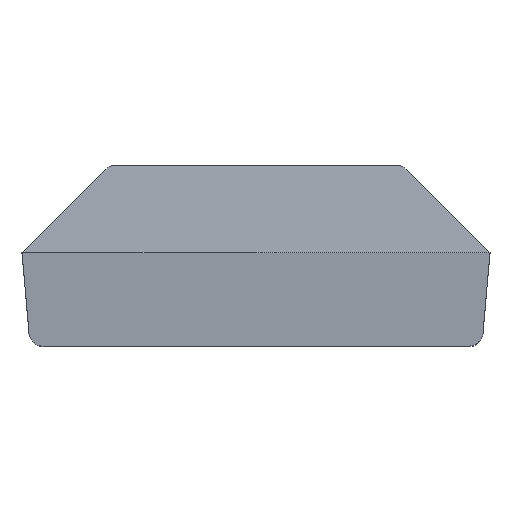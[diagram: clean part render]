
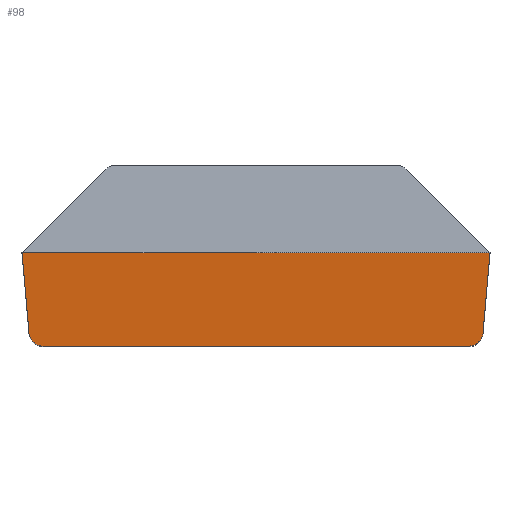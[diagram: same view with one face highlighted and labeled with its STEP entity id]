
A CAD part, top view. The second image highlights one B-rep face of the part: STEP entity #98.
In plain terms, the highlighted planar face has unit normal (0, -0.087, 0.996).
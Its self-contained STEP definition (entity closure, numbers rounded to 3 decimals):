
#98=ADVANCED_FACE('',(#145),#795,.T.);
#145=FACE_OUTER_BOUND('',#192,.T.);
#192=EDGE_LOOP('',(#382,#383,#384,#385,#386,#387));
#382=ORIENTED_EDGE('',*,*,#538,.T.);
#383=ORIENTED_EDGE('',*,*,#542,.T.);
#384=ORIENTED_EDGE('',*,*,#536,.T.);
#385=ORIENTED_EDGE('',*,*,#541,.T.);
#386=ORIENTED_EDGE('',*,*,#540,.T.);
#387=ORIENTED_EDGE('',*,*,#539,.T.);
#536=EDGE_CURVE('',#750,#751,#658,.T.);
#538=EDGE_CURVE('',#752,#753,#660,.T.);
#539=EDGE_CURVE('',#754,#752,#661,.T.);
#540=EDGE_CURVE('',#755,#754,#662,.T.);
#541=EDGE_CURVE('',#751,#755,#663,.T.);
#542=EDGE_CURVE('',#753,#750,#664,.T.);
#658=B_SPLINE_CURVE_WITH_KNOTS('',1,(#1365,#1366),.UNSPECIFIED.,.F.,.F.,
(2,2),(0.,0.699),.UNSPECIFIED.);
#660=B_SPLINE_CURVE_WITH_KNOTS('',1,(#1369,#1370),.UNSPECIFIED.,.F.,.F.,
(2,2),(-0.699,0.),.UNSPECIFIED.);
#661=B_SPLINE_CURVE_WITH_KNOTS('',3,(#1371,#1372,#1373,#1374,#1375,#1376,
#1377),.UNSPECIFIED.,.F.,.F.,(4,1,1,1,4),(-0.191,-0.143,
-0.096,-0.048,0.),.UNSPECIFIED.);
#662=B_SPLINE_CURVE_WITH_KNOTS('',1,(#1378,#1379),.UNSPECIFIED.,.F.,.F.,
(2,2),(-3.686,0.),.UNSPECIFIED.);
#663=B_SPLINE_CURVE_WITH_KNOTS('',3,(#1380,#1381,#1382,#1383,#1384,#1385,
#1386),.UNSPECIFIED.,.F.,.F.,(4,1,1,1,4),(-0.191,-0.143,
-0.096,-0.048,0.),.UNSPECIFIED.);
#664=B_SPLINE_CURVE_WITH_KNOTS('',1,(#1387,#1388),.UNSPECIFIED.,.F.,.F.,
(2,2),(-4.06,0.),.UNSPECIFIED.);
#750=VERTEX_POINT('',#1319);
#751=VERTEX_POINT('',#1320);
#752=VERTEX_POINT('',#1321);
#753=VERTEX_POINT('',#1322);
#754=VERTEX_POINT('',#1323);
#755=VERTEX_POINT('',#1324);
#795=PLANE('',#858);
#858=AXIS2_PLACEMENT_3D('',#1229,#905,$);
#905=DIRECTION('',(0.,-0.087,0.996));
#1229=CARTESIAN_POINT('',(2.442,-1.496,1.369));
#1319=CARTESIAN_POINT('',(-2.03,0.,1.5));
#1320=CARTESIAN_POINT('',(-1.969,-0.694,1.439));
#1321=CARTESIAN_POINT('',(1.969,-0.694,1.439));
#1322=CARTESIAN_POINT('',(2.03,0.,1.5));
#1323=CARTESIAN_POINT('',(1.843,-0.81,1.429));
#1324=CARTESIAN_POINT('',(-1.843,-0.81,1.429));
#1365=CARTESIAN_POINT('',(-2.03,0.,1.5));
#1366=CARTESIAN_POINT('',(-1.969,-0.694,1.439));
#1369=CARTESIAN_POINT('',(1.969,-0.694,1.439));
#1370=CARTESIAN_POINT('',(2.03,0.,1.5));
#1371=CARTESIAN_POINT('',(1.843,-0.81,1.429));
#1372=CARTESIAN_POINT('',(1.862,-0.81,1.429));
#1373=CARTESIAN_POINT('',(1.894,-0.802,1.43));
#1374=CARTESIAN_POINT('',(1.93,-0.778,1.432));
#1375=CARTESIAN_POINT('',(1.957,-0.744,1.435));
#1376=CARTESIAN_POINT('',(1.968,-0.713,1.438));
#1377=CARTESIAN_POINT('',(1.969,-0.694,1.439));
#1378=CARTESIAN_POINT('',(-1.843,-0.81,1.429));
#1379=CARTESIAN_POINT('',(1.843,-0.81,1.429));
#1380=CARTESIAN_POINT('',(-1.969,-0.694,1.439));
#1381=CARTESIAN_POINT('',(-1.968,-0.713,1.438));
#1382=CARTESIAN_POINT('',(-1.957,-0.744,1.435));
#1383=CARTESIAN_POINT('',(-1.93,-0.778,1.432));
#1384=CARTESIAN_POINT('',(-1.894,-0.802,1.43));
#1385=CARTESIAN_POINT('',(-1.862,-0.81,1.429));
#1386=CARTESIAN_POINT('',(-1.843,-0.81,1.429));
#1387=CARTESIAN_POINT('',(2.03,0.,1.5));
#1388=CARTESIAN_POINT('',(-2.03,0.,1.5));
